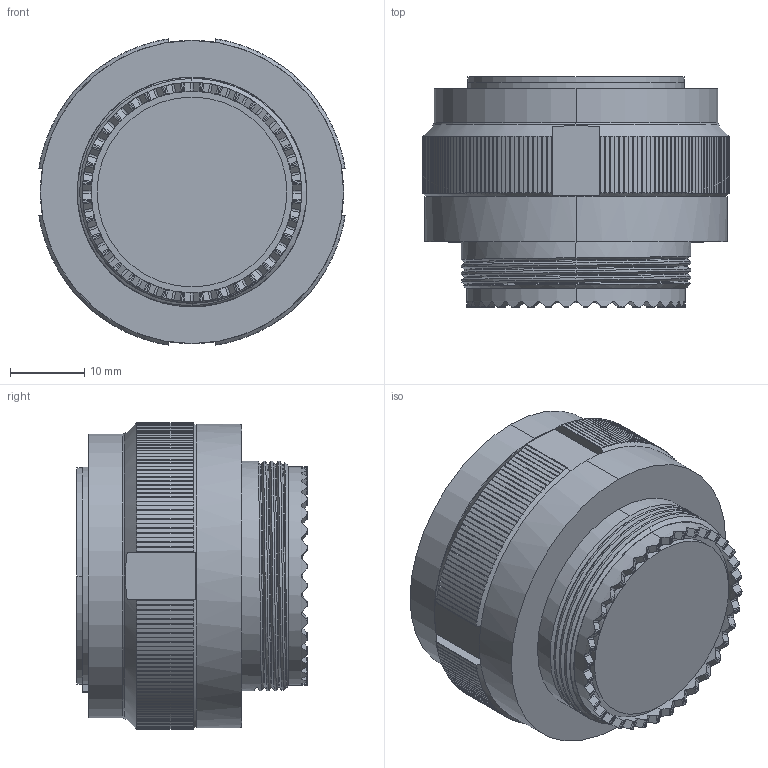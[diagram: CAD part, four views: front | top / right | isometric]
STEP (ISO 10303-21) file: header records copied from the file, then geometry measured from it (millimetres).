
FILE_DESCRIPTION((''),'2;1');
FILE_NAME('8D-06-21-26','2009-07-09T',('dpnair'),('FCI INTERCONNECT'),'PRO/ENGINEER BY PARAMETRIC TECHNOLOGY CORPORATION, 2005310','PRO/ENGINEER BY PARAMETRIC TECHNOLOGY CORPORATION, 2005310','');
FILE_SCHEMA(('CONFIG_CONTROL_DESIGN'));
Length unit declared in the file: millimetre
Products named in the file (1): 8D-06-21-26
Bounding box: 41.21 x 31 x 41.21 mm (x, y, z)
Volume: 28485 mm3; surface area: 9827.8 mm2
Topology: 1 solids, 1 shells, 811 faces, 2381 edges, 1580 vertices
Faces by surface type: plane 469, cylinder 314, bspline 14, cone 11, torus 2, extrusion 1
Entity records: 31768 total; most frequent: CARTESIAN_POINT 11946, ORIENTED_EDGE 4762, DIRECTION 3341, EDGE_CURVE 2381, VERTEX_POINT 1580, AXIS2_PLACEMENT_3D 1271, B_SPLINE_CURVE_WITH_KNOTS 1109, EDGE_LOOP 819
